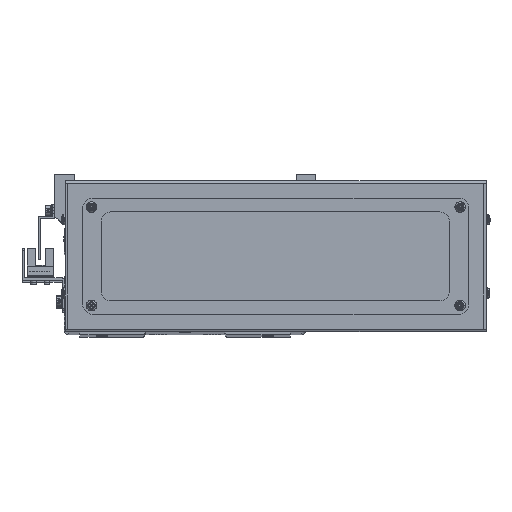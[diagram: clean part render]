
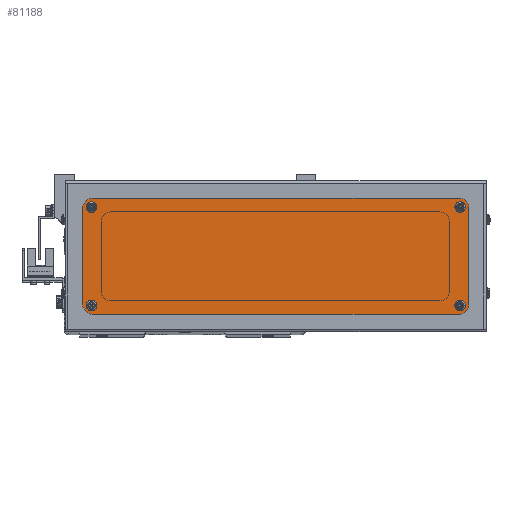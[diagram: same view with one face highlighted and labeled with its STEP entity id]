
A CAD part, top view. The second image highlights one B-rep face of the part: STEP entity #81188.
In plain terms, the highlighted planar face has unit normal (0, 0, 1).
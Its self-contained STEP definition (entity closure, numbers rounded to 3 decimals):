
#6 = CARTESIAN_POINT ( 'NONE',  ( -95., 30., 2. ) ) ;
#1689 = CARTESIAN_POINT ( 'NONE',  ( -93.8, 25.5, 2. ) ) ;
#2437 = DIRECTION ( 'NONE',  ( 0., 0., 1. ) ) ;
#2753 = EDGE_CURVE ( 'NONE', #7876, #49748, #15489, .T. ) ;
#3097 = ORIENTED_EDGE ( 'NONE', *, *, #41417, .T. ) ;
#3497 = CARTESIAN_POINT ( 'NONE',  ( 95., -30., 2. ) ) ;
#4092 = ORIENTED_EDGE ( 'NONE', *, *, #2753, .F. ) ;
#5175 = AXIS2_PLACEMENT_3D ( 'NONE', #62326, #24085, #68744 ) ;
#5255 = CARTESIAN_POINT ( 'NONE',  ( 95.5, -25.5, 2. ) ) ;
#5832 = ORIENTED_EDGE ( 'NONE', *, *, #51339, .F. ) ;
#6003 = DIRECTION ( 'NONE',  ( -1., 0., 0. ) ) ;
#6391 = ORIENTED_EDGE ( 'NONE', *, *, #65199, .F. ) ;
#6431 = CARTESIAN_POINT ( 'NONE',  ( 95.5, 25.5, 2. ) ) ;
#7727 = PLANE ( 'NONE',  #40671 ) ;
#7876 = VERTEX_POINT ( 'NONE', #20065 ) ;
#8215 = EDGE_CURVE ( 'NONE', #40844, #12481, #81414, .T. ) ;
#8939 = CARTESIAN_POINT ( 'NONE',  ( 97.2, 25.5, 2. ) ) ;
#10240 = CIRCLE ( 'NONE', #16734, 5. ) ;
#10424 = EDGE_CURVE ( 'NONE', #49748, #7876, #26654, .T. ) ;
#10466 = AXIS2_PLACEMENT_3D ( 'NONE', #6431, #51176, #12847 ) ;
#10640 = EDGE_CURVE ( 'NONE', #60593, #25153, #18640, .T. ) ;
#10927 = CIRCLE ( 'NONE', #72761, 1.7 ) ;
#11078 = EDGE_LOOP ( 'NONE', ( #3097, #64379, #68230, #19140, #30505, #24457, #78520, #48800 ) ) ;
#11296 = AXIS2_PLACEMENT_3D ( 'NONE', #13224, #57915, #19630 ) ;
#11670 = DIRECTION ( 'NONE',  ( 1., 0., 0. ) ) ;
#12481 = VERTEX_POINT ( 'NONE', #65133 ) ;
#12736 = CARTESIAN_POINT ( 'NONE',  ( -95., -25., 2. ) ) ;
#12847 = DIRECTION ( 'NONE',  ( 1., 0., 0. ) ) ;
#13224 = CARTESIAN_POINT ( 'NONE',  ( 95., 25., 2. ) ) ;
#14969 = EDGE_LOOP ( 'NONE', ( #4092, #60935 ) ) ;
#15405 = EDGE_CURVE ( 'NONE', #12481, #40678, #27237, .T. ) ;
#15489 = CIRCLE ( 'NONE', #38411, 1.7 ) ;
#15974 = CARTESIAN_POINT ( 'NONE',  ( 95., -25., 2. ) ) ;
#16126 = CIRCLE ( 'NONE', #48888, 1.7 ) ;
#16734 = AXIS2_PLACEMENT_3D ( 'NONE', #62156, #23920, #68569 ) ;
#17083 = CARTESIAN_POINT ( 'NONE',  ( 93.8, -25.5, 2. ) ) ;
#18640 = LINE ( 'NONE', #23918, #33657 ) ;
#19041 = VERTEX_POINT ( 'NONE', #6 ) ;
#19140 = ORIENTED_EDGE ( 'NONE', *, *, #73060, .T. ) ;
#19152 = DIRECTION ( 'NONE',  ( 1., 0., 0. ) ) ;
#19205 = FACE_OUTER_BOUND ( 'NONE', #11078, .T. ) ;
#19630 = DIRECTION ( 'NONE',  ( 1., 0., 0. ) ) ;
#20065 = CARTESIAN_POINT ( 'NONE',  ( -97.2, 25.5, 2. ) ) ;
#20542 = DIRECTION ( 'NONE',  ( 0., 0., 1. ) ) ;
#20641 = AXIS2_PLACEMENT_3D ( 'NONE', #21993, #66649, #28411 ) ;
#21134 = ORIENTED_EDGE ( 'NONE', *, *, #78561, .F. ) ;
#21993 = CARTESIAN_POINT ( 'NONE',  ( -95.5, 25.5, 2. ) ) ;
#22160 = AXIS2_PLACEMENT_3D ( 'NONE', #12736, #57445, #19152 ) ;
#22440 = DIRECTION ( 'NONE',  ( 1., 0., 0. ) ) ;
#23155 = VERTEX_POINT ( 'NONE', #8939 ) ;
#23157 = DIRECTION ( 'NONE',  ( 0., 0., 1. ) ) ;
#23686 = EDGE_CURVE ( 'NONE', #51299, #55939, #29653, .T. ) ;
#23770 = CARTESIAN_POINT ( 'NONE',  ( -97.2, -25.5, 2. ) ) ;
#23918 = CARTESIAN_POINT ( 'NONE',  ( -100., -25., 2. ) ) ;
#23920 = DIRECTION ( 'NONE',  ( 0., 0., 1. ) ) ;
#24085 = DIRECTION ( 'NONE',  ( 0., 0., 1. ) ) ;
#24457 = ORIENTED_EDGE ( 'NONE', *, *, #60768, .T. ) ;
#25153 = VERTEX_POINT ( 'NONE', #38197 ) ;
#25471 = EDGE_LOOP ( 'NONE', ( #78932, #6391 ) ) ;
#25858 = CIRCLE ( 'NONE', #11296, 5. ) ;
#26654 = CIRCLE ( 'NONE', #20641, 1.7 ) ;
#27237 = CIRCLE ( 'NONE', #38663, 5. ) ;
#28337 = ORIENTED_EDGE ( 'NONE', *, *, #59936, .F. ) ;
#28411 = DIRECTION ( 'NONE',  ( 1., 0., 0. ) ) ;
#29121 = AXIS2_PLACEMENT_3D ( 'NONE', #61385, #23157, #67806 ) ;
#29653 = CIRCLE ( 'NONE', #32286, 1.7 ) ;
#30198 = FACE_BOUND ( 'NONE', #14969, .T. ) ;
#30505 = ORIENTED_EDGE ( 'NONE', *, *, #65244, .T. ) ;
#30534 = VECTOR ( 'NONE', #41744, 1000. ) ;
#31050 = CARTESIAN_POINT ( 'NONE',  ( 100., 25., 2. ) ) ;
#31637 = VECTOR ( 'NONE', #37508, 1000. ) ;
#31939 = DIRECTION ( 'NONE',  ( 0., 0., 1. ) ) ;
#32250 = EDGE_CURVE ( 'NONE', #19041, #60593, #10240, .T. ) ;
#32286 = AXIS2_PLACEMENT_3D ( 'NONE', #40709, #2437, #47117 ) ;
#33045 = ORIENTED_EDGE ( 'NONE', *, *, #58340, .F. ) ;
#33657 = VECTOR ( 'NONE', #55757, 1000. ) ;
#37508 = DIRECTION ( 'NONE',  ( 0., 1., 0. ) ) ;
#37736 = DIRECTION ( 'NONE',  ( 0., 0., 1. ) ) ;
#38197 = CARTESIAN_POINT ( 'NONE',  ( -100., -25., 2. ) ) ;
#38411 = AXIS2_PLACEMENT_3D ( 'NONE', #75886, #37736, #82297 ) ;
#38663 = AXIS2_PLACEMENT_3D ( 'NONE', #15974, #60681, #22440 ) ;
#40101 = CARTESIAN_POINT ( 'NONE',  ( 100., -25., 2. ) ) ;
#40671 = AXIS2_PLACEMENT_3D ( 'NONE', #58833, #20542, #65220 ) ;
#40678 = VERTEX_POINT ( 'NONE', #40101 ) ;
#40709 = CARTESIAN_POINT ( 'NONE',  ( -95.5, -25.5, 2. ) ) ;
#40844 = VERTEX_POINT ( 'NONE', #79623 ) ;
#40950 = CIRCLE ( 'NONE', #5175, 1.7 ) ;
#41301 = CARTESIAN_POINT ( 'NONE',  ( 97.2, -25.5, 2. ) ) ;
#41417 = EDGE_CURVE ( 'NONE', #25153, #40844, #46835, .T. ) ;
#41744 = DIRECTION ( 'NONE',  ( 1., 0., 0. ) ) ;
#42442 = CARTESIAN_POINT ( 'NONE',  ( -93.8, -25.5, 2. ) ) ;
#44852 = VERTEX_POINT ( 'NONE', #79418 ) ;
#45232 = FACE_BOUND ( 'NONE', #25471, .T. ) ;
#46835 = CIRCLE ( 'NONE', #22160, 5. ) ;
#47117 = DIRECTION ( 'NONE',  ( 1., 0., 0. ) ) ;
#48800 = ORIENTED_EDGE ( 'NONE', *, *, #10640, .T. ) ;
#48812 = CARTESIAN_POINT ( 'NONE',  ( -100., 25., 2. ) ) ;
#48888 = AXIS2_PLACEMENT_3D ( 'NONE', #5255, #49990, #11670 ) ;
#49748 = VERTEX_POINT ( 'NONE', #1689 ) ;
#49990 = DIRECTION ( 'NONE',  ( 0., 0., 1. ) ) ;
#50522 = LINE ( 'NONE', #82417, #82347 ) ;
#51176 = DIRECTION ( 'NONE',  ( 0., 0., 1. ) ) ;
#51299 = VERTEX_POINT ( 'NONE', #23770 ) ;
#51339 = EDGE_CURVE ( 'NONE', #23155, #79955, #58900, .T. ) ;
#52487 = VERTEX_POINT ( 'NONE', #75870 ) ;
#55757 = DIRECTION ( 'NONE',  ( 0., -1., 0. ) ) ;
#55939 = VERTEX_POINT ( 'NONE', #42442 ) ;
#56748 = EDGE_LOOP ( 'NONE', ( #33045, #21134 ) ) ;
#57445 = DIRECTION ( 'NONE',  ( 0., 0., 1. ) ) ;
#57915 = DIRECTION ( 'NONE',  ( 0., 0., 1. ) ) ;
#58340 = EDGE_CURVE ( 'NONE', #61205, #77770, #16126, .T. ) ;
#58833 = CARTESIAN_POINT ( 'NONE',  ( -95., -25., 2. ) ) ;
#58900 = CIRCLE ( 'NONE', #10466, 1.7 ) ;
#59936 = EDGE_CURVE ( 'NONE', #79955, #23155, #82508, .T. ) ;
#60593 = VERTEX_POINT ( 'NONE', #48812 ) ;
#60681 = DIRECTION ( 'NONE',  ( 0., 0., 1. ) ) ;
#60768 = EDGE_CURVE ( 'NONE', #52487, #19041, #50522, .T. ) ;
#60935 = ORIENTED_EDGE ( 'NONE', *, *, #10424, .F. ) ;
#61205 = VERTEX_POINT ( 'NONE', #17083 ) ;
#61385 = CARTESIAN_POINT ( 'NONE',  ( 95.5, 25.5, 2. ) ) ;
#62156 = CARTESIAN_POINT ( 'NONE',  ( -95., 25., 2. ) ) ;
#62158 = FACE_BOUND ( 'NONE', #68047, .T. ) ;
#62326 = CARTESIAN_POINT ( 'NONE',  ( 95.5, -25.5, 2. ) ) ;
#64379 = ORIENTED_EDGE ( 'NONE', *, *, #8215, .T. ) ;
#65133 = CARTESIAN_POINT ( 'NONE',  ( 95., -30., 2. ) ) ;
#65199 = EDGE_CURVE ( 'NONE', #55939, #51299, #10927, .T. ) ;
#65220 = DIRECTION ( 'NONE',  ( 1., 0., 0. ) ) ;
#65244 = EDGE_CURVE ( 'NONE', #44852, #52487, #25858, .T. ) ;
#66649 = DIRECTION ( 'NONE',  ( 0., 0., 1. ) ) ;
#67596 = LINE ( 'NONE', #31050, #31637 ) ;
#67806 = DIRECTION ( 'NONE',  ( 1., 0., 0. ) ) ;
#68047 = EDGE_LOOP ( 'NONE', ( #28337, #5832 ) ) ;
#68230 = ORIENTED_EDGE ( 'NONE', *, *, #15405, .T. ) ;
#68569 = DIRECTION ( 'NONE',  ( 1., 0., 0. ) ) ;
#68744 = DIRECTION ( 'NONE',  ( 1., 0., 0. ) ) ;
#70160 = CARTESIAN_POINT ( 'NONE',  ( -95.5, -25.5, 2. ) ) ;
#72761 = AXIS2_PLACEMENT_3D ( 'NONE', #70160, #31939, #76534 ) ;
#73060 = EDGE_CURVE ( 'NONE', #40678, #44852, #67596, .T. ) ;
#75870 = CARTESIAN_POINT ( 'NONE',  ( 95., 30., 2. ) ) ;
#75886 = CARTESIAN_POINT ( 'NONE',  ( -95.5, 25.5, 2. ) ) ;
#76242 = CARTESIAN_POINT ( 'NONE',  ( 93.8, 25.5, 2. ) ) ;
#76534 = DIRECTION ( 'NONE',  ( 1., 0., 0. ) ) ;
#77770 = VERTEX_POINT ( 'NONE', #41301 ) ;
#78520 = ORIENTED_EDGE ( 'NONE', *, *, #32250, .T. ) ;
#78561 = EDGE_CURVE ( 'NONE', #77770, #61205, #40950, .T. ) ;
#78932 = ORIENTED_EDGE ( 'NONE', *, *, #23686, .F. ) ;
#79113 = FACE_BOUND ( 'NONE', #56748, .T. ) ;
#79418 = CARTESIAN_POINT ( 'NONE',  ( 100., 25., 2. ) ) ;
#79623 = CARTESIAN_POINT ( 'NONE',  ( -95., -30., 2. ) ) ;
#79955 = VERTEX_POINT ( 'NONE', #76242 ) ;
#81188 = ADVANCED_FACE ( 'NONE', ( #79113, #62158, #19205, #30198, #45232 ), #7727, .T. ) ;
#81414 = LINE ( 'NONE', #3497, #30534 ) ;
#82297 = DIRECTION ( 'NONE',  ( 1., 0., 0. ) ) ;
#82347 = VECTOR ( 'NONE', #6003, 1000. ) ;
#82417 = CARTESIAN_POINT ( 'NONE',  ( -95., 30., 2. ) ) ;
#82508 = CIRCLE ( 'NONE', #29121, 1.7 ) ;
